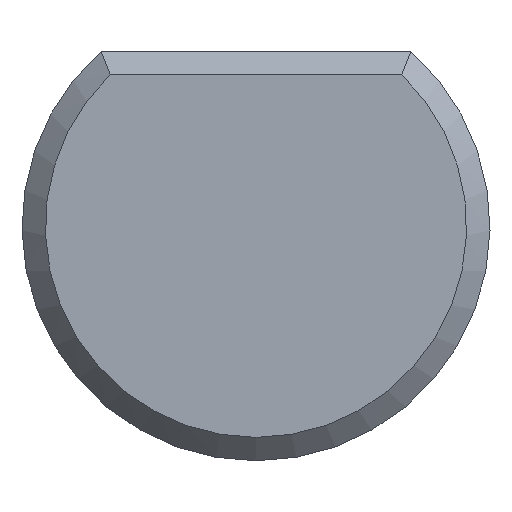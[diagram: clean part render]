
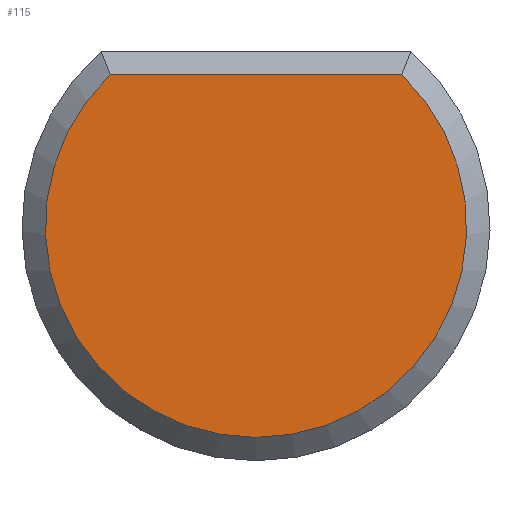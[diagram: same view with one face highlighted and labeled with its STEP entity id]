
A CAD part, front view. The second image highlights one B-rep face of the part: STEP entity #115.
In plain terms, the highlighted planar face has unit normal (0, -1, 0).
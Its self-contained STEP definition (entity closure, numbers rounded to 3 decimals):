
#21=LINE('',#192,#27);
#27=VECTOR('',#152,2.49);
#32=PLANE('',#129);
#39=FACE_OUTER_BOUND('',#47,.T.);
#47=EDGE_LOOP('',(#101,#102));
#56=CIRCLE('',#128,1.8);
#63=VERTEX_POINT('',#190);
#64=VERTEX_POINT('',#191);
#74=EDGE_CURVE('',#63,#64,#21,.T.);
#78=EDGE_CURVE('',#64,#63,#56,.T.);
#101=ORIENTED_EDGE('',*,*,#74,.F.);
#102=ORIENTED_EDGE('',*,*,#78,.F.);
#115=ADVANCED_FACE('',(#39),#32,.F.);
#128=AXIS2_PLACEMENT_3D('',#203,#157,#158);
#129=AXIS2_PLACEMENT_3D('',#204,#159,#160);
#152=DIRECTION('',(1.,0.,0.));
#157=DIRECTION('center_axis',(0.,1.,0.));
#158=DIRECTION('ref_axis',(1.,0.,0.));
#159=DIRECTION('center_axis',(0.,1.,0.));
#160=DIRECTION('ref_axis',(0.,0.,1.));
#190=CARTESIAN_POINT('',(-1.245,-52.,1.3));
#191=CARTESIAN_POINT('',(1.245,-52.,1.3));
#192=CARTESIAN_POINT('',(0.661,-52.,1.3));
#203=CARTESIAN_POINT('Origin',(0.,-52.,0.));
#204=CARTESIAN_POINT('Origin',(0.,-52.,0.));
